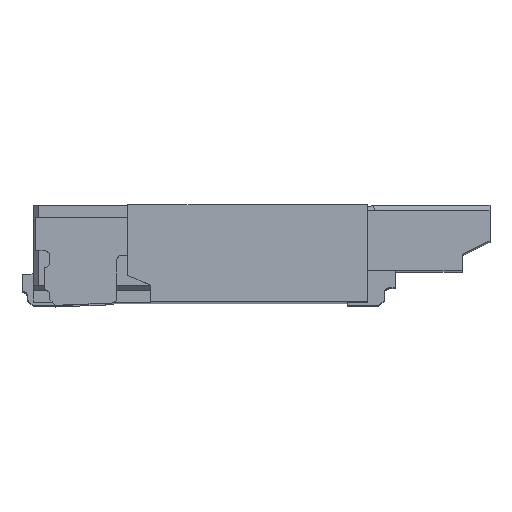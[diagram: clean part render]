
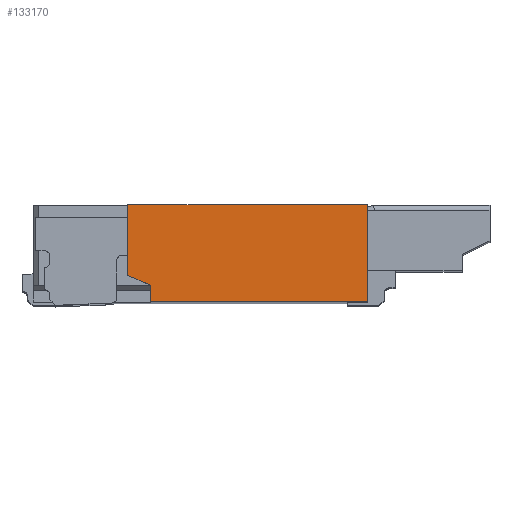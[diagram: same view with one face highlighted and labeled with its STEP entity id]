
A CAD part, top view. The second image highlights one B-rep face of the part: STEP entity #133170.
In plain terms, the highlighted planar face has unit normal (0, 0, 1).
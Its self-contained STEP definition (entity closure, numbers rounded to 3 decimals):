
#70230=CARTESIAN_POINT('',(-0.512,1.974,
2.585));
#70240=VERTEX_POINT('',#70230);
#70270=CARTESIAN_POINT('',(0.08,1.974,
2.585));
#70280=DIRECTION('',(-1.,0.,0.));
#70290=VECTOR('',#70280,1.);
#70300=LINE('',#70270,#70290);
#70310=CARTESIAN_POINT('',(1.438,1.974,2.585));
#70320=VERTEX_POINT('',#70310);
#70330=EDGE_CURVE('',#70320,#70240,#70300,.T.);
#132590=CARTESIAN_POINT('',(-0.712,2.214,2.585
));
#132600=VERTEX_POINT('',#132590);
#132630=CARTESIAN_POINT('',(0.08,1.857,
2.585));
#132640=DIRECTION('',(-0.912,0.41,0.));
#132650=VECTOR('',#132640,1.);
#132660=LINE('',#132630,#132650);
#132670=CARTESIAN_POINT('',(-0.512,2.124,2.585
));
#132680=VERTEX_POINT('',#132670);
#132690=EDGE_CURVE('',#132680,#132600,#132660,.T.);
#132800=CARTESIAN_POINT('',(-0.551,2.755,
2.585));
#132810=DIRECTION('',(-0.,0.,1.));
#132820=DIRECTION('',(1.,0.,0.));
#132830=AXIS2_PLACEMENT_3D('',#132800,#132810,#132820);
#132840=PLANE('',#132830);
#132850=ORIENTED_EDGE('',*,*,#132690,.F.);
#132860=CARTESIAN_POINT('',(-0.712,0.,
2.585));
#132870=DIRECTION('',(0.,1.,0.));
#132880=VECTOR('',#132870,1.);
#132890=LINE('',#132860,#132880);
#132900=CARTESIAN_POINT('',(-0.712,2.844,2.585
));
#132910=VERTEX_POINT('',#132900);
#132920=EDGE_CURVE('',#132600,#132910,#132890,.T.);
#132930=ORIENTED_EDGE('',*,*,#132920,.F.);
#132940=CARTESIAN_POINT('',(-0.322,2.844,2.585
));
#132950=DIRECTION('',(-1.,0.,0.));
#132960=VECTOR('',#132950,1.);
#132970=LINE('',#132940,#132960);
#132980=CARTESIAN_POINT('',(1.438,2.844,2.585));
#132990=VERTEX_POINT('',#132980);
#133000=EDGE_CURVE('',#132990,#132910,#132970,.T.);
#133010=ORIENTED_EDGE('',*,*,#133000,.T.);
#133020=CARTESIAN_POINT('',(1.438,0.,
2.585));
#133030=DIRECTION('',(0.,-1.,0.));
#133040=VECTOR('',#133030,1.);
#133050=LINE('',#133020,#133040);
#133060=EDGE_CURVE('',#132990,#70320,#133050,.T.);
#133070=ORIENTED_EDGE('',*,*,#133060,.F.);
#133080=ORIENTED_EDGE('',*,*,#70330,.F.);
#133090=CARTESIAN_POINT('',(-0.512,0.,
2.585));
#133100=DIRECTION('',(0.,1.,0.));
#133110=VECTOR('',#133100,1.);
#133120=LINE('',#133090,#133110);
#133130=EDGE_CURVE('',#70240,#132680,#133120,.T.);
#133140=ORIENTED_EDGE('',*,*,#133130,.F.);
#133150=EDGE_LOOP('',(#133140,#133080,#133070,#133010,#132930,#132850));
#133160=FACE_OUTER_BOUND('',#133150,.T.);
#133170=ADVANCED_FACE('',(#133160),#132840,.T.);
